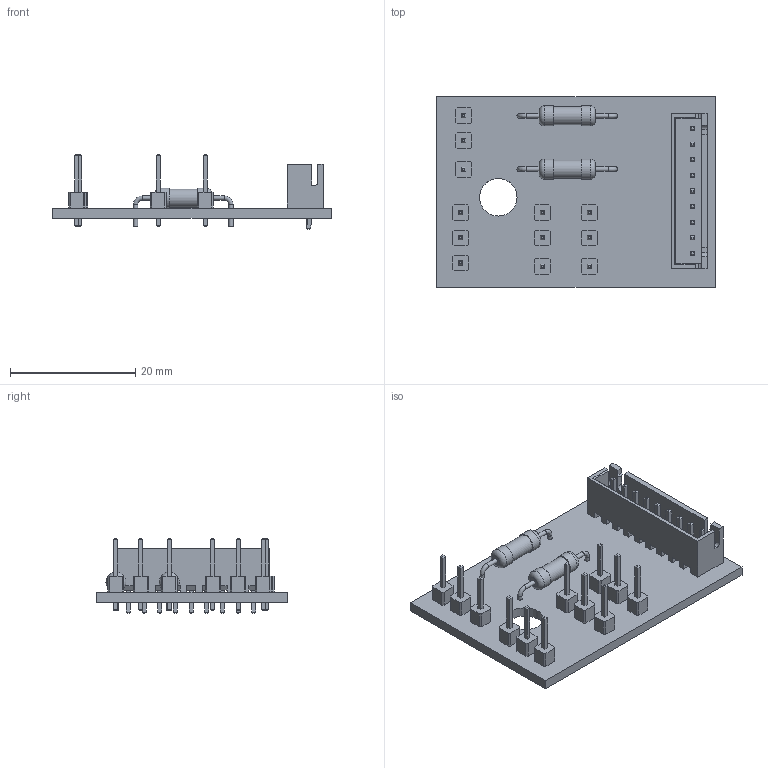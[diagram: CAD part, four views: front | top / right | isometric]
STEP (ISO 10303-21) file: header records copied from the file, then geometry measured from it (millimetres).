
FILE_DESCRIPTION(('KiCad electronic assembly'),'2;1');
FILE_NAME('Input Board 2.step','2024-12-27T17:17:25',('Pcbnew'),('Kicad' ),'Open CASCADE STEP processor 7.8','KiCad to STEP converter', 'Unknown');
FILE_SCHEMA(('AUTOMOTIVE_DESIGN { 1 0 10303 214 1 1 1 1 }'));
Length unit declared in the file: millimetre
Products named in the file (8): Input Board 2 1; PinHeader_1x01_P2.54mm_Vertical; PinHeader_1x01_P254mm_Vertical; R_Axial_DIN0309_L9.0mm_D3.2mm_P15.24mm_Horizontal; R_Axial_DIN0309_L90mm_D32mm_P1524mm_Horizontal; JST_XH_B9B-XH-A_1x09_P2.50mm_Vertical; JST_B9B_XH_A; Input Board 2_PCB
Assembly tree (19 placements, depth 3):
  Input Board 2 1
    PinHeader_1x01_P2.54mm_Vertical  x12
      PinHeader_1x01_P254mm_Vertical
    R_Axial_DIN0309_L9.0mm_D3.2mm_P15.24mm_Horizontal  x2
      R_Axial_DIN0309_L90mm_D32mm_P1524mm_Horizontal
    JST_XH_B9B-XH-A_1x09_P2.50mm_Vertical
      JST_B9B_XH_A
    Input Board 2_PCB
Bounding box: 44.5 x 30.5 x 11.94 mm (x, y, z)
Volume: 2946.3 mm3; surface area: 5188.8 mm2
Topology: 16 solids, 16 shells, 663 faces, 1569 edges, 988 vertices
Faces by surface type: plane 611, cylinder 44, torus 8
Full cylindrical faces by diameter (mm): 0.7 x8, 0.8 x4, 0.95 x9, 1 x12, 2.88 x2, 3.2 x4, 6 x1
Entity records: 12272 total; most frequent: CARTESIAN_POINT 1728, ORIENTED_EDGE 1676, DIRECTION 1634, EDGE_CURVE 838, LINE 758, VECTOR 758, VERTEX_POINT 532, AXIS2_PLACEMENT_3D 438
